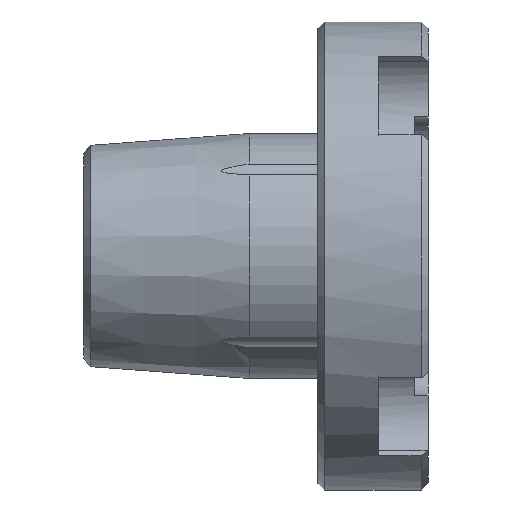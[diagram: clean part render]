
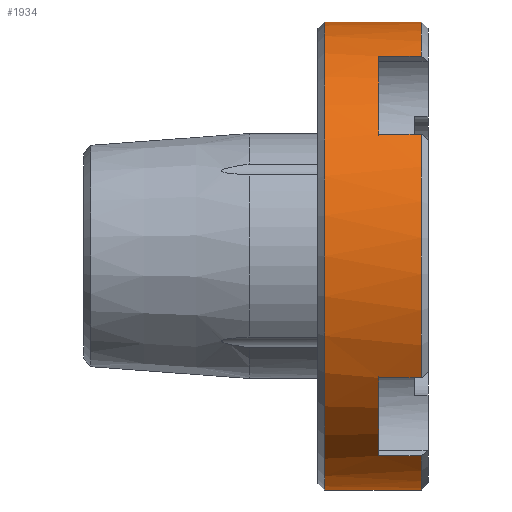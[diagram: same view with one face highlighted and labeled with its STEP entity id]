
A CAD part, front view. The second image highlights one B-rep face of the part: STEP entity #1934.
In plain terms, the highlighted cylindrical face has radius 17 mm (diameter 34 mm), a partial arc.
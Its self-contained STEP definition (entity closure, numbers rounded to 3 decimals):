
#12 = DIRECTION ( 'NONE',  ( 0., 0., 1. ) ) ;
#41 = EDGE_CURVE ( 'NONE', #2516, #1541, #293, .T. ) ;
#65 = EDGE_LOOP ( 'NONE', ( #1653, #2606, #1850, #1438, #1497, #897, #1073, #1327, #1085, #1037, #1072, #465 ) ) ;
#154 = DIRECTION ( 'NONE',  ( 1., 0., 0. ) ) ;
#181 = VECTOR ( 'NONE', #1001, 1000. ) ;
#229 = AXIS2_PLACEMENT_3D ( 'NONE', #1412, #1865, #532 ) ;
#231 = AXIS2_PLACEMENT_3D ( 'NONE', #686, #2034, #12 ) ;
#281 = LINE ( 'NONE', #705, #2442 ) ;
#290 = CYLINDRICAL_SURFACE ( 'NONE', #839, 17. ) ;
#293 = CIRCLE ( 'NONE', #663, 17. ) ;
#329 = CIRCLE ( 'NONE', #1171, 17. ) ;
#378 = LINE ( 'NONE', #612, #181 ) ;
#428 = CARTESIAN_POINT ( 'NONE',  ( -31.696, 0., -17. ) ) ;
#444 = CARTESIAN_POINT ( 'NONE',  ( 9.5, 0., -17. ) ) ;
#465 = ORIENTED_EDGE ( 'NONE', *, *, #1218, .T. ) ;
#487 = CARTESIAN_POINT ( 'NONE',  ( 2.5, 0., -17. ) ) ;
#532 = DIRECTION ( 'NONE',  ( 0., 0., -1. ) ) ;
#564 = EDGE_CURVE ( 'NONE', #1848, #1356, #1589, .T. ) ;
#584 = CARTESIAN_POINT ( 'NONE',  ( -31.696, -8.855, 14.512 ) ) ;
#612 = CARTESIAN_POINT ( 'NONE',  ( -31.696, 0., 17. ) ) ;
#627 = CARTESIAN_POINT ( 'NONE',  ( -31.696, -8.855, -14.512 ) ) ;
#661 = VERTEX_POINT ( 'NONE', #444 ) ;
#663 = AXIS2_PLACEMENT_3D ( 'NONE', #2064, #2747, #1142 ) ;
#685 = VERTEX_POINT ( 'NONE', #867 ) ;
#686 = CARTESIAN_POINT ( 'NONE',  ( 9.5, 0., 0. ) ) ;
#705 = CARTESIAN_POINT ( 'NONE',  ( -31.696, -14.512, 8.855 ) ) ;
#788 = VECTOR ( 'NONE', #876, 1000. ) ;
#839 = AXIS2_PLACEMENT_3D ( 'NONE', #1638, #2547, #2320 ) ;
#867 = CARTESIAN_POINT ( 'NONE',  ( 2.5, 0., 17. ) ) ;
#876 = DIRECTION ( 'NONE',  ( -1., 0., 0. ) ) ;
#883 = AXIS2_PLACEMENT_3D ( 'NONE', #1131, #2713, #2036 ) ;
#897 = ORIENTED_EDGE ( 'NONE', *, *, #1569, .T. ) ;
#963 = CARTESIAN_POINT ( 'NONE',  ( 6.4, -14.512, -8.855 ) ) ;
#965 = VERTEX_POINT ( 'NONE', #1777 ) ;
#1001 = DIRECTION ( 'NONE',  ( -1., 0., 0. ) ) ;
#1037 = ORIENTED_EDGE ( 'NONE', *, *, #1782, .T. ) ;
#1041 = EDGE_CURVE ( 'NONE', #661, #1193, #2206, .T. ) ;
#1072 = ORIENTED_EDGE ( 'NONE', *, *, #1694, .T. ) ;
#1073 = ORIENTED_EDGE ( 'NONE', *, *, #1221, .T. ) ;
#1078 = EDGE_CURVE ( 'NONE', #661, #2641, #1252, .T. ) ;
#1080 = DIRECTION ( 'NONE',  ( -1., 0., 0. ) ) ;
#1085 = ORIENTED_EDGE ( 'NONE', *, *, #2492, .T. ) ;
#1131 = CARTESIAN_POINT ( 'NONE',  ( 9.5, 0., 0. ) ) ;
#1142 = DIRECTION ( 'NONE',  ( 0., 0., -1. ) ) ;
#1155 = DIRECTION ( 'NONE',  ( -1., 0., 0. ) ) ;
#1171 = AXIS2_PLACEMENT_3D ( 'NONE', #2763, #1870, #2778 ) ;
#1193 = VERTEX_POINT ( 'NONE', #487 ) ;
#1211 = CARTESIAN_POINT ( 'NONE',  ( 9.5, -14.512, -8.855 ) ) ;
#1218 = EDGE_CURVE ( 'NONE', #685, #1193, #2067, .T. ) ;
#1221 = EDGE_CURVE ( 'NONE', #2087, #1541, #281, .T. ) ;
#1252 = CIRCLE ( 'NONE', #883, 17. ) ;
#1253 = CIRCLE ( 'NONE', #231, 17. ) ;
#1314 = DIRECTION ( 'NONE',  ( -1., 0., 0. ) ) ;
#1327 = ORIENTED_EDGE ( 'NONE', *, *, #41, .F. ) ;
#1340 = CARTESIAN_POINT ( 'NONE',  ( -31.696, -14.512, -8.855 ) ) ;
#1356 = VERTEX_POINT ( 'NONE', #1211 ) ;
#1412 = CARTESIAN_POINT ( 'NONE',  ( 2.5, 0., 0. ) ) ;
#1434 = EDGE_CURVE ( 'NONE', #2641, #1959, #2201, .T. ) ;
#1438 = ORIENTED_EDGE ( 'NONE', *, *, #2362, .F. ) ;
#1440 = CARTESIAN_POINT ( 'NONE',  ( 6.4, -8.855, -14.512 ) ) ;
#1479 = CARTESIAN_POINT ( 'NONE',  ( 9.5, 0., 17. ) ) ;
#1497 = ORIENTED_EDGE ( 'NONE', *, *, #564, .T. ) ;
#1541 = VERTEX_POINT ( 'NONE', #2247 ) ;
#1569 = EDGE_CURVE ( 'NONE', #1356, #2087, #1253, .T. ) ;
#1589 = LINE ( 'NONE', #1340, #1635 ) ;
#1635 = VECTOR ( 'NONE', #2880, 1000. ) ;
#1638 = CARTESIAN_POINT ( 'NONE',  ( -31.696, 0., 0. ) ) ;
#1653 = ORIENTED_EDGE ( 'NONE', *, *, #1041, .F. ) ;
#1666 = CARTESIAN_POINT ( 'NONE',  ( 6.4, -8.855, 14.512 ) ) ;
#1694 = EDGE_CURVE ( 'NONE', #2446, #685, #378, .T. ) ;
#1733 = CIRCLE ( 'NONE', #2498, 17. ) ;
#1740 = DIRECTION ( 'NONE',  ( 0., 0., 1. ) ) ;
#1770 = CARTESIAN_POINT ( 'NONE',  ( 9.5, 0., 0. ) ) ;
#1777 = CARTESIAN_POINT ( 'NONE',  ( 9.5, -8.855, 14.512 ) ) ;
#1782 = EDGE_CURVE ( 'NONE', #965, #2446, #1733, .T. ) ;
#1848 = VERTEX_POINT ( 'NONE', #963 ) ;
#1850 = ORIENTED_EDGE ( 'NONE', *, *, #1434, .T. ) ;
#1865 = DIRECTION ( 'NONE',  ( 1., 0., 0. ) ) ;
#1870 = DIRECTION ( 'NONE',  ( 1., 0., 0. ) ) ;
#1934 = ADVANCED_FACE ( 'NONE', ( #2306 ), #290, .T. ) ;
#1959 = VERTEX_POINT ( 'NONE', #1440 ) ;
#1964 = LINE ( 'NONE', #584, #2401 ) ;
#1984 = CARTESIAN_POINT ( 'NONE',  ( 9.5, -8.855, -14.512 ) ) ;
#2034 = DIRECTION ( 'NONE',  ( -1., 0., 0. ) ) ;
#2036 = DIRECTION ( 'NONE',  ( 0., 0., 1. ) ) ;
#2064 = CARTESIAN_POINT ( 'NONE',  ( 6.4, 0., 0. ) ) ;
#2067 = CIRCLE ( 'NONE', #229, 17. ) ;
#2087 = VERTEX_POINT ( 'NONE', #2388 ) ;
#2201 = LINE ( 'NONE', #627, #2204 ) ;
#2204 = VECTOR ( 'NONE', #1080, 1000. ) ;
#2206 = LINE ( 'NONE', #428, #788 ) ;
#2247 = CARTESIAN_POINT ( 'NONE',  ( 6.4, -14.512, 8.855 ) ) ;
#2306 = FACE_OUTER_BOUND ( 'NONE', #65, .T. ) ;
#2320 = DIRECTION ( 'NONE',  ( 0., 0., 1. ) ) ;
#2362 = EDGE_CURVE ( 'NONE', #1848, #1959, #329, .T. ) ;
#2388 = CARTESIAN_POINT ( 'NONE',  ( 9.5, -14.512, 8.855 ) ) ;
#2401 = VECTOR ( 'NONE', #154, 1000. ) ;
#2442 = VECTOR ( 'NONE', #1155, 1000. ) ;
#2446 = VERTEX_POINT ( 'NONE', #1479 ) ;
#2492 = EDGE_CURVE ( 'NONE', #2516, #965, #1964, .T. ) ;
#2498 = AXIS2_PLACEMENT_3D ( 'NONE', #1770, #1314, #1740 ) ;
#2516 = VERTEX_POINT ( 'NONE', #1666 ) ;
#2547 = DIRECTION ( 'NONE',  ( -1., 0., 0. ) ) ;
#2606 = ORIENTED_EDGE ( 'NONE', *, *, #1078, .T. ) ;
#2641 = VERTEX_POINT ( 'NONE', #1984 ) ;
#2713 = DIRECTION ( 'NONE',  ( -1., 0., 0. ) ) ;
#2747 = DIRECTION ( 'NONE',  ( 1., 0., 0. ) ) ;
#2763 = CARTESIAN_POINT ( 'NONE',  ( 6.4, 0., 0. ) ) ;
#2778 = DIRECTION ( 'NONE',  ( 0., 0., -1. ) ) ;
#2880 = DIRECTION ( 'NONE',  ( 1., 0., 0. ) ) ;
